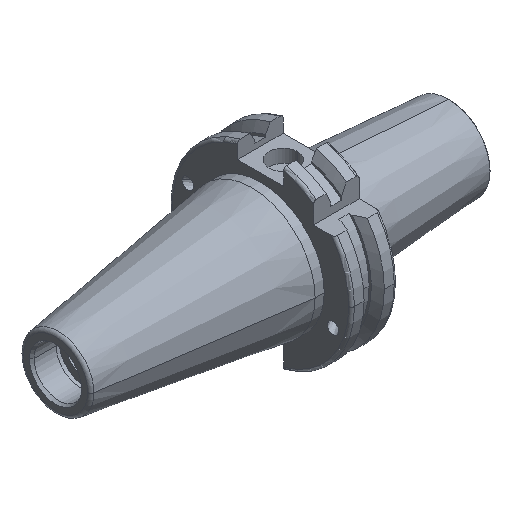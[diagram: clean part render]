
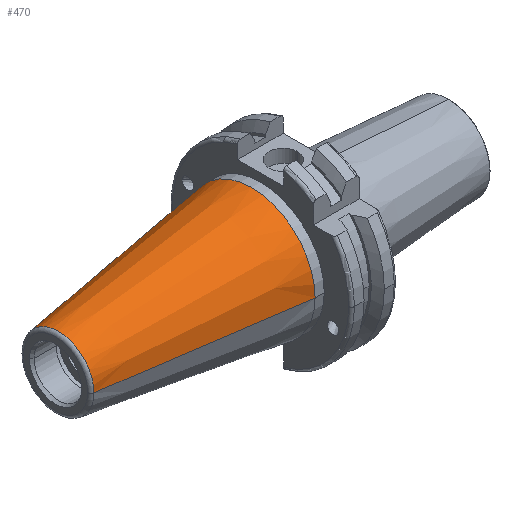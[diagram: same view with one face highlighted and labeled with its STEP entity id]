
A CAD part, isometric view. The second image highlights one B-rep face of the part: STEP entity #470.
In plain terms, the highlighted conical face has half-angle 8.297 degrees and reference radius 22.225 mm.
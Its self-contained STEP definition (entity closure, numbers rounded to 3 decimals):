
#153 = EDGE_CURVE ( 'NONE', #534, #404, #972, .T. ) ;
#333 = CIRCLE ( 'NONE', #2056, 22.225 ) ;
#347 = CARTESIAN_POINT ( 'NONE',  ( -67.373, -12.4, 0. ) ) ;
#404 = VERTEX_POINT ( 'NONE', #3027 ) ;
#470 = ADVANCED_FACE ( 'NONE', ( #2285 ), #2760, .T. ) ;
#527 = CARTESIAN_POINT ( 'NONE',  ( -67.373, 0., 0. ) ) ;
#534 = VERTEX_POINT ( 'NONE', #347 ) ;
#567 = VECTOR ( 'NONE', #3148, 1000. ) ;
#694 = CARTESIAN_POINT ( 'NONE',  ( 0., 0., 0. ) ) ;
#701 = DIRECTION ( 'NONE',  ( 1., 0., 0. ) ) ;
#735 = VECTOR ( 'NONE', #1571, 1000. ) ;
#743 = DIRECTION ( 'NONE',  ( 0., 1., 0. ) ) ;
#972 = CIRCLE ( 'NONE', #3136, 12.4 ) ;
#990 = EDGE_CURVE ( 'NONE', #534, #2425, #3369, .T. ) ;
#1064 = DIRECTION ( 'NONE',  ( 0., -1., 0. ) ) ;
#1204 = AXIS2_PLACEMENT_3D ( 'NONE', #694, #701, #743 ) ;
#1394 = CARTESIAN_POINT ( 'NONE',  ( 0., 0., 0. ) ) ;
#1397 = CARTESIAN_POINT ( 'NONE',  ( 0., 22.225, 0. ) ) ;
#1444 = EDGE_CURVE ( 'NONE', #404, #3038, #1448, .T. ) ;
#1448 = LINE ( 'NONE', #3192, #735 ) ;
#1496 = ORIENTED_EDGE ( 'NONE', *, *, #2324, .T. ) ;
#1571 = DIRECTION ( 'NONE',  ( 0.99, 0.144, 0. ) ) ;
#1666 = DIRECTION ( 'NONE',  ( 0., -1., 0. ) ) ;
#1667 = CARTESIAN_POINT ( 'NONE',  ( 0., -22.225, 0. ) ) ;
#1736 = EDGE_LOOP ( 'NONE', ( #2077, #1965, #1496, #2155 ) ) ;
#1965 = ORIENTED_EDGE ( 'NONE', *, *, #990, .T. ) ;
#2056 = AXIS2_PLACEMENT_3D ( 'NONE', #1394, #3294, #1666 ) ;
#2077 = ORIENTED_EDGE ( 'NONE', *, *, #153, .F. ) ;
#2155 = ORIENTED_EDGE ( 'NONE', *, *, #1444, .F. ) ;
#2285 = FACE_OUTER_BOUND ( 'NONE', #1736, .T. ) ;
#2324 = EDGE_CURVE ( 'NONE', #2425, #3038, #333, .T. ) ;
#2353 = CARTESIAN_POINT ( 'NONE',  ( 0., -22.225, 0. ) ) ;
#2419 = DIRECTION ( 'NONE',  ( -1., 0., 0. ) ) ;
#2425 = VERTEX_POINT ( 'NONE', #1667 ) ;
#2760 = CONICAL_SURFACE ( 'NONE', #1204, 22.225, 0.145 ) ;
#3027 = CARTESIAN_POINT ( 'NONE',  ( -67.373, 12.4, 0. ) ) ;
#3038 = VERTEX_POINT ( 'NONE', #1397 ) ;
#3136 = AXIS2_PLACEMENT_3D ( 'NONE', #527, #2419, #1064 ) ;
#3148 = DIRECTION ( 'NONE',  ( 0.99, -0.144, 0. ) ) ;
#3192 = CARTESIAN_POINT ( 'NONE',  ( 0., 22.225, 0. ) ) ;
#3294 = DIRECTION ( 'NONE',  ( -1., 0., 0. ) ) ;
#3369 = LINE ( 'NONE', #2353, #567 ) ;
